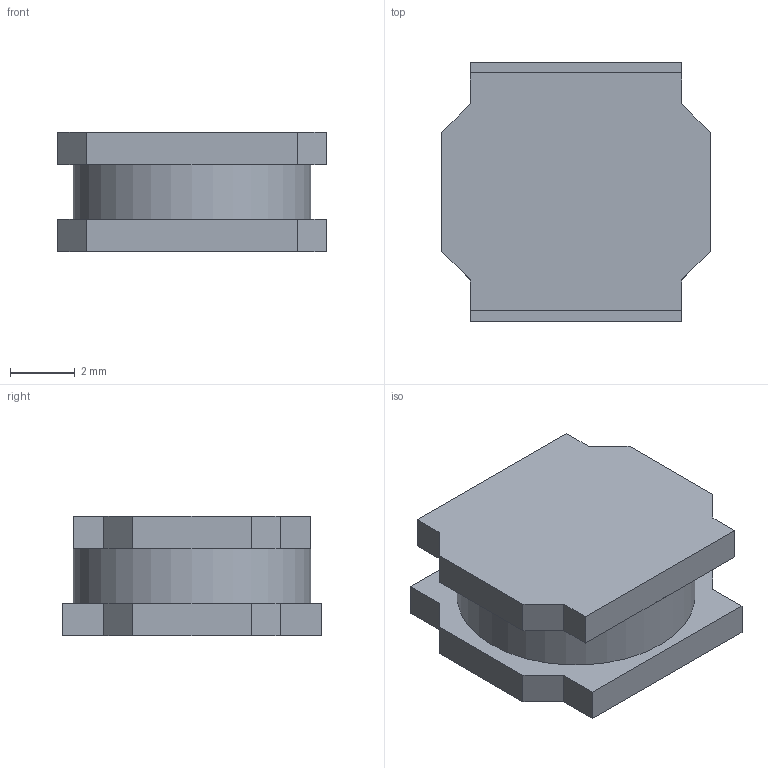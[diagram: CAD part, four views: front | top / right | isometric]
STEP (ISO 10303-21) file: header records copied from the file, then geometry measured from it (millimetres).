
FILE_DESCRIPTION(/* description */ (''),/* implementation_level */ '2;1');
FILE_NAME(/* name */ 'SRN8040TA.step',/* time_stamp */ '2018-09-23T15:32:44-05:00',/* author */ ('bmboucher'),/* organization */ (''),/* preprocessor_version */ 'ST-DEVELOPER v17.2',/* originating_system */ 'Autodesk Translation Framework v7.6.0.251',/* authorisation */ '');
FILE_SCHEMA (('AUTOMOTIVE_DESIGN { 1 0 10303 214 3 1 1 }'));
Length unit declared in the file: millimetre
Products named in the file (1): SRN8040TA
Bounding box: 8.32 x 8 x 3.7 mm (x, y, z)
Volume: 189.1 mm3; surface area: 247.3 mm2
Topology: 1 solids, 1 shells, 30 faces, 79 edges, 52 vertices
Faces by surface type: plane 29, cylinder 1
Full cylindrical faces by diameter (mm): 7.366 x1
Entity records: 952 total; most frequent: CARTESIAN_POINT 162, ORIENTED_EDGE 158, DIRECTION 145, EDGE_CURVE 79, LINE 75, VECTOR 75, VERTEX_POINT 52, AXIS2_PLACEMENT_3D 35
